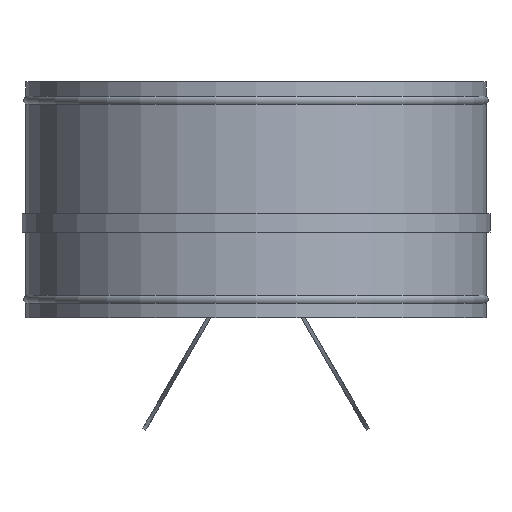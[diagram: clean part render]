
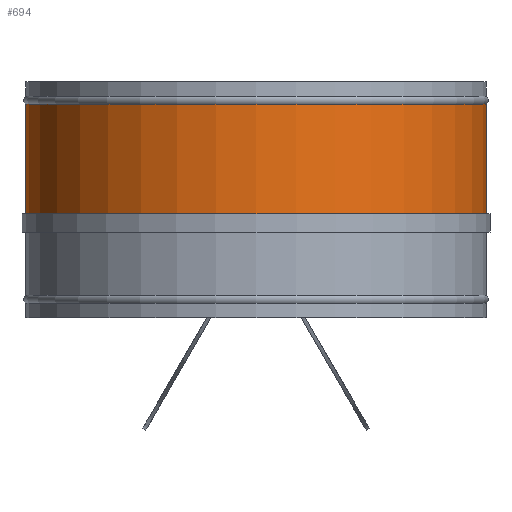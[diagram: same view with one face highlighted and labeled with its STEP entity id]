
A CAD part, front view. The second image highlights one B-rep face of the part: STEP entity #694.
In plain terms, the highlighted cylindrical face has radius 125 mm (diameter 250 mm), a partial arc.
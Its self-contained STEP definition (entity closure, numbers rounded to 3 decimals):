
#2 = VERTEX_POINT ( 'NONE', #929 ) ;
#34 = CARTESIAN_POINT ( 'NONE',  ( 125., 0., 0. ) ) ;
#74 = CIRCLE ( 'NONE', #717, 125. ) ;
#87 = EDGE_CURVE ( 'NONE', #2, #605, #776, .T. ) ;
#118 = DIRECTION ( 'NONE',  ( 0., 0., 1. ) ) ;
#133 = EDGE_CURVE ( 'NONE', #2, #193, #589, .T. ) ;
#145 = DIRECTION ( 'NONE',  ( 0., 0., 1. ) ) ;
#156 = VERTEX_POINT ( 'NONE', #385 ) ;
#193 = VERTEX_POINT ( 'NONE', #244 ) ;
#241 = VECTOR ( 'NONE', #565, 1000. ) ;
#244 = CARTESIAN_POINT ( 'NONE',  ( 125., 0., -7.48 ) ) ;
#291 = CARTESIAN_POINT ( 'NONE',  ( -125., 0., 0. ) ) ;
#331 = DIRECTION ( 'NONE',  ( 1., 0., 0. ) ) ;
#339 = DIRECTION ( 'NONE',  ( 0., 0., 1. ) ) ;
#350 = ORIENTED_EDGE ( 'NONE', *, *, #133, .T. ) ;
#375 = CARTESIAN_POINT ( 'NONE',  ( 0., 0., 0. ) ) ;
#385 = CARTESIAN_POINT ( 'NONE',  ( 125., 0., 51.764 ) ) ;
#419 = VECTOR ( 'NONE', #118, 1000. ) ;
#475 = EDGE_CURVE ( 'NONE', #193, #156, #647, .T. ) ;
#500 = CARTESIAN_POINT ( 'NONE',  ( 0., 0., -7.48 ) ) ;
#511 = ORIENTED_EDGE ( 'NONE', *, *, #475, .T. ) ;
#524 = CARTESIAN_POINT ( 'NONE',  ( -125., 0., 51.764 ) ) ;
#537 = FACE_OUTER_BOUND ( 'NONE', #796, .T. ) ;
#553 = AXIS2_PLACEMENT_3D ( 'NONE', #375, #613, #871 ) ;
#565 = DIRECTION ( 'NONE',  ( 0., 0., 1. ) ) ;
#589 = CIRCLE ( 'NONE', #777, 125. ) ;
#605 = VERTEX_POINT ( 'NONE', #524 ) ;
#613 = DIRECTION ( 'NONE',  ( 0., 0., 1. ) ) ;
#618 = CARTESIAN_POINT ( 'NONE',  ( 0., 0., 51.764 ) ) ;
#621 = ORIENTED_EDGE ( 'NONE', *, *, #888, .F. ) ;
#647 = LINE ( 'NONE', #34, #419 ) ;
#684 = DIRECTION ( 'NONE',  ( 1., 0., 0. ) ) ;
#694 = ADVANCED_FACE ( 'NONE', ( #537 ), #874, .T. ) ;
#717 = AXIS2_PLACEMENT_3D ( 'NONE', #618, #145, #684 ) ;
#729 = ORIENTED_EDGE ( 'NONE', *, *, #87, .F. ) ;
#776 = LINE ( 'NONE', #291, #241 ) ;
#777 = AXIS2_PLACEMENT_3D ( 'NONE', #500, #339, #331 ) ;
#796 = EDGE_LOOP ( 'NONE', ( #729, #350, #511, #621 ) ) ;
#871 = DIRECTION ( 'NONE',  ( 1., 0., 0. ) ) ;
#874 = CYLINDRICAL_SURFACE ( 'NONE', #553, 125. ) ;
#888 = EDGE_CURVE ( 'NONE', #605, #156, #74, .T. ) ;
#929 = CARTESIAN_POINT ( 'NONE',  ( -125., 0., -7.48 ) ) ;
